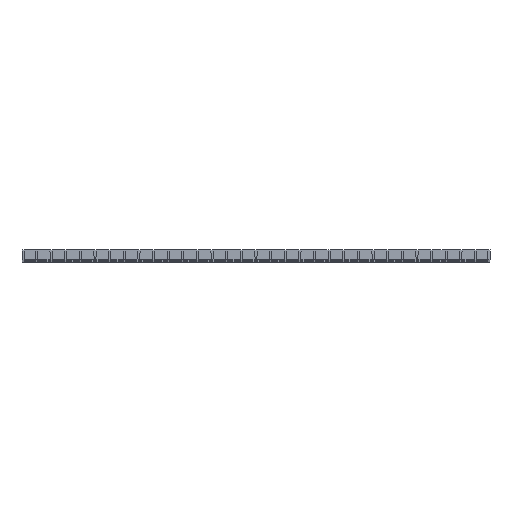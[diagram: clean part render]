
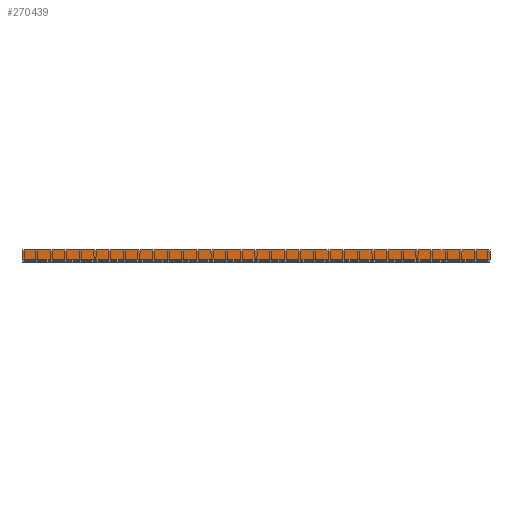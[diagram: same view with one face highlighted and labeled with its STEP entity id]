
A CAD part, top view. The second image highlights one B-rep face of the part: STEP entity #270439.
In plain terms, the highlighted planar face has unit normal (0, 0, 1).
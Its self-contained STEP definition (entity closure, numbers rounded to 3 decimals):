
#18449=FACE_OUTER_BOUND('',#30743,.T.);
#30743=EDGE_LOOP('',(#221260,#221261,#221262,#221263));
#73759=LINE('',#417949,#110635);
#73760=LINE('',#417952,#110636);
#73761=LINE('',#417954,#110637);
#73762=LINE('',#417955,#110638);
#110635=VECTOR('',#344193,10.);
#110636=VECTOR('',#344196,10.);
#110637=VECTOR('',#344197,10.);
#110638=VECTOR('',#344198,10.);
#135221=VERTEX_POINT('',#417943);
#135223=VERTEX_POINT('',#417947);
#135224=VERTEX_POINT('',#417951);
#135225=VERTEX_POINT('',#417953);
#172095=EDGE_CURVE('',#135221,#135223,#73759,.T.);
#172096=EDGE_CURVE('',#135221,#135224,#73760,.T.);
#172097=EDGE_CURVE('',#135225,#135223,#73761,.T.);
#172098=EDGE_CURVE('',#135224,#135225,#73762,.T.);
#221260=ORIENTED_EDGE('',*,*,#172096,.F.);
#221261=ORIENTED_EDGE('',*,*,#172095,.T.);
#221262=ORIENTED_EDGE('',*,*,#172097,.F.);
#221263=ORIENTED_EDGE('',*,*,#172098,.F.);
#258145=PLANE('',#282741);
#270439=ADVANCED_FACE('',(#18449),#258145,.T.);
#282741=AXIS2_PLACEMENT_3D('',#417950,#344194,#344195);
#344193=DIRECTION('',(0.,-1.,0.));
#344194=DIRECTION('center_axis',(0.,0.,1.));
#344195=DIRECTION('ref_axis',(-1.,0.,0.));
#344196=DIRECTION('',(1.,0.,0.));
#344197=DIRECTION('',(-1.,0.,0.));
#344198=DIRECTION('',(0.,-1.,0.));
#417943=CARTESIAN_POINT('',(-610.,0.,1829.));
#417947=CARTESIAN_POINT('',(-610.,-25.,1829.));
#417949=CARTESIAN_POINT('',(-610.,0.,1829.));
#417950=CARTESIAN_POINT('Origin',(610.,0.,1829.));
#417951=CARTESIAN_POINT('',(610.,0.,1829.));
#417952=CARTESIAN_POINT('',(-610.,0.,1829.));
#417953=CARTESIAN_POINT('',(610.,-25.,1829.));
#417954=CARTESIAN_POINT('',(-610.,-25.,1829.));
#417955=CARTESIAN_POINT('',(610.,0.,1829.));
